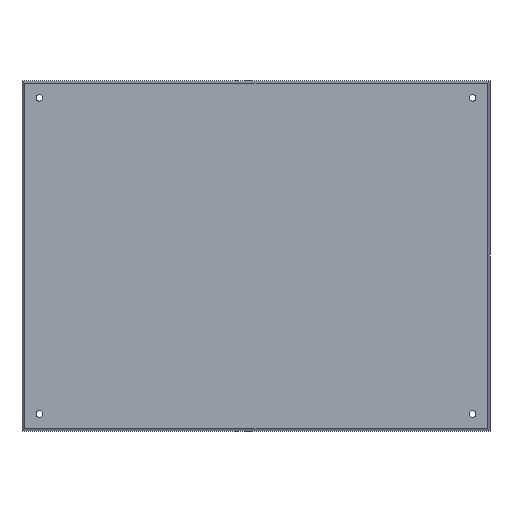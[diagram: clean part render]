
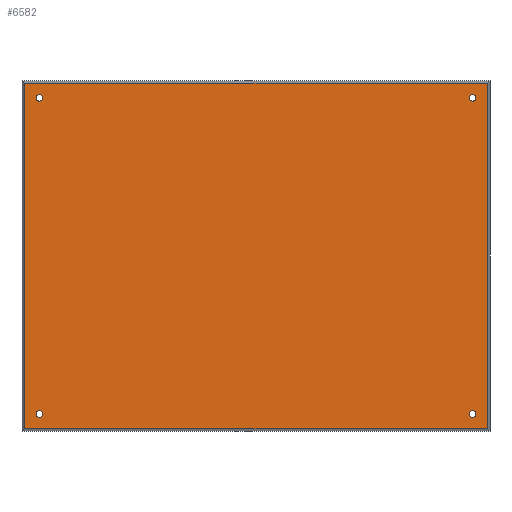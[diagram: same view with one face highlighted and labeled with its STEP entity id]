
A CAD part, top view. The second image highlights one B-rep face of the part: STEP entity #6582.
In plain terms, the highlighted planar face has unit normal (0, 0, 1).
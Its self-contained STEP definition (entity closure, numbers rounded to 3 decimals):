
#219 = VECTOR ( 'NONE', #8768, 1000. ) ;
#264 = DIRECTION ( 'NONE',  ( 0., 0., 1. ) ) ;
#395 = VECTOR ( 'NONE', #12826, 1000. ) ;
#515 = EDGE_CURVE ( 'NONE', #10685, #4824, #4470, .T. ) ;
#521 = CIRCLE ( 'NONE', #7998, 2.75 ) ;
#530 = DIRECTION ( 'NONE',  ( 0., 0., 1. ) ) ;
#581 = EDGE_LOOP ( 'NONE', ( #2448, #8039 ) ) ;
#721 = DIRECTION ( 'NONE',  ( -1., 0., 0. ) ) ;
#730 = CARTESIAN_POINT ( 'NONE',  ( 2.292, 2.292, 0. ) ) ;
#907 = EDGE_CURVE ( 'NONE', #4824, #10685, #1703, .T. ) ;
#1027 = AXIS2_PLACEMENT_3D ( 'NONE', #1353, #3558, #7497 ) ;
#1079 = VERTEX_POINT ( 'NONE', #9975 ) ;
#1081 = EDGE_LOOP ( 'NONE', ( #11815, #4304, #4024, #10150 ) ) ;
#1107 = AXIS2_PLACEMENT_3D ( 'NONE', #12118, #13057, #721 ) ;
#1118 = DIRECTION ( 'NONE',  ( 1., 0., 0. ) ) ;
#1146 = CIRCLE ( 'NONE', #9040, 2.75 ) ;
#1353 = CARTESIAN_POINT ( 'NONE',  ( 385.003, 284.997, 0. ) ) ;
#1528 = EDGE_CURVE ( 'NONE', #9302, #4878, #2753, .T. ) ;
#1703 = CIRCLE ( 'NONE', #10221, 2.75 ) ;
#1782 = EDGE_LOOP ( 'NONE', ( #12198, #3153 ) ) ;
#1828 = CARTESIAN_POINT ( 'NONE',  ( 2.292, 2.292, 0. ) ) ;
#1847 = FACE_BOUND ( 'NONE', #2872, .T. ) ;
#1859 = DIRECTION ( 'NONE',  ( 0., 0., 1. ) ) ;
#1960 = CARTESIAN_POINT ( 'NONE',  ( 17.747, 284.997, 0. ) ) ;
#1980 = FACE_BOUND ( 'NONE', #1782, .T. ) ;
#2334 = DIRECTION ( 'NONE',  ( 0., 0., 1. ) ) ;
#2359 = ORIENTED_EDGE ( 'NONE', *, *, #10862, .F. ) ;
#2448 = ORIENTED_EDGE ( 'NONE', *, *, #6312, .F. ) ;
#2538 = DIRECTION ( 'NONE',  ( 1., 0., 0. ) ) ;
#2734 = CARTESIAN_POINT ( 'NONE',  ( 385.003, 284.997, 0. ) ) ;
#2753 = LINE ( 'NONE', #1828, #219 ) ;
#2855 = FACE_BOUND ( 'NONE', #12361, .T. ) ;
#2872 = EDGE_LOOP ( 'NONE', ( #10770, #10958 ) ) ;
#2919 = CARTESIAN_POINT ( 'NONE',  ( 382.253, 15.003, 0. ) ) ;
#3153 = ORIENTED_EDGE ( 'NONE', *, *, #907, .F. ) ;
#3349 = EDGE_CURVE ( 'NONE', #5121, #10444, #1146, .T. ) ;
#3388 = CARTESIAN_POINT ( 'NONE',  ( 387.753, 284.997, 0. ) ) ;
#3558 = DIRECTION ( 'NONE',  ( 0., 0., 1. ) ) ;
#3827 = AXIS2_PLACEMENT_3D ( 'NONE', #7622, #11682, #2538 ) ;
#4024 = ORIENTED_EDGE ( 'NONE', *, *, #9527, .T. ) ;
#4086 = DIRECTION ( 'NONE',  ( 0., 1., 0. ) ) ;
#4112 = VERTEX_POINT ( 'NONE', #6653 ) ;
#4304 = ORIENTED_EDGE ( 'NONE', *, *, #4654, .T. ) ;
#4470 = CIRCLE ( 'NONE', #3827, 2.75 ) ;
#4515 = CARTESIAN_POINT ( 'NONE',  ( 387.753, 15.003, 0. ) ) ;
#4612 = DIRECTION ( 'NONE',  ( 1., 0., 0. ) ) ;
#4654 = EDGE_CURVE ( 'NONE', #4112, #9220, #10636, .T. ) ;
#4800 = VERTEX_POINT ( 'NONE', #3388 ) ;
#4824 = VERTEX_POINT ( 'NONE', #8343 ) ;
#4878 = VERTEX_POINT ( 'NONE', #9459 ) ;
#5114 = DIRECTION ( 'NONE',  ( 0., 0., 1. ) ) ;
#5121 = VERTEX_POINT ( 'NONE', #2919 ) ;
#5288 = CARTESIAN_POINT ( 'NONE',  ( 12.247, 15.003, 0. ) ) ;
#5473 = CARTESIAN_POINT ( 'NONE',  ( 17.747, 15.003, 0. ) ) ;
#5573 = VERTEX_POINT ( 'NONE', #5288 ) ;
#6053 = PLANE ( 'NONE',  #1107 ) ;
#6312 = EDGE_CURVE ( 'NONE', #12120, #5573, #12394, .T. ) ;
#6379 = CARTESIAN_POINT ( 'NONE',  ( 14.997, 15.003, 0. ) ) ;
#6552 = LINE ( 'NONE', #10615, #395 ) ;
#6582 = ADVANCED_FACE ( 'NONE', ( #8994, #1847, #2855, #1980, #13184 ), #6053, .F. ) ;
#6653 = CARTESIAN_POINT ( 'NONE',  ( 397.708, 297.708, 0. ) ) ;
#7135 = VECTOR ( 'NONE', #4086, 1000. ) ;
#7400 = CARTESIAN_POINT ( 'NONE',  ( 2.292, 297.708, 0. ) ) ;
#7497 = DIRECTION ( 'NONE',  ( 1., 0., 0. ) ) ;
#7622 = CARTESIAN_POINT ( 'NONE',  ( 14.997, 284.997, 0. ) ) ;
#7722 = CARTESIAN_POINT ( 'NONE',  ( 2.292, 297.708, 0. ) ) ;
#7998 = AXIS2_PLACEMENT_3D ( 'NONE', #12477, #264, #10341 ) ;
#8039 = ORIENTED_EDGE ( 'NONE', *, *, #12935, .F. ) ;
#8331 = CARTESIAN_POINT ( 'NONE',  ( 14.997, 284.997, 0. ) ) ;
#8343 = CARTESIAN_POINT ( 'NONE',  ( 12.247, 284.997, 0. ) ) ;
#8768 = DIRECTION ( 'NONE',  ( 1., 0., 0. ) ) ;
#8812 = EDGE_CURVE ( 'NONE', #10444, #5121, #11129, .T. ) ;
#8994 = FACE_BOUND ( 'NONE', #581, .T. ) ;
#9040 = AXIS2_PLACEMENT_3D ( 'NONE', #11667, #530, #9869 ) ;
#9147 = LINE ( 'NONE', #11136, #7135 ) ;
#9220 = VERTEX_POINT ( 'NONE', #7400 ) ;
#9302 = VERTEX_POINT ( 'NONE', #730 ) ;
#9459 = CARTESIAN_POINT ( 'NONE',  ( 397.708, 2.292, 0. ) ) ;
#9468 = AXIS2_PLACEMENT_3D ( 'NONE', #2734, #1859, #9996 ) ;
#9527 = EDGE_CURVE ( 'NONE', #9220, #9302, #6552, .T. ) ;
#9674 = CARTESIAN_POINT ( 'NONE',  ( 385.003, 15.003, 0. ) ) ;
#9830 = AXIS2_PLACEMENT_3D ( 'NONE', #6379, #12522, #11391 ) ;
#9855 = VECTOR ( 'NONE', #11860, 1000. ) ;
#9869 = DIRECTION ( 'NONE',  ( 1., 0., 0. ) ) ;
#9975 = CARTESIAN_POINT ( 'NONE',  ( 382.253, 284.997, 0. ) ) ;
#9996 = DIRECTION ( 'NONE',  ( 1., 0., 0. ) ) ;
#10129 = ORIENTED_EDGE ( 'NONE', *, *, #12323, .F. ) ;
#10150 = ORIENTED_EDGE ( 'NONE', *, *, #1528, .T. ) ;
#10221 = AXIS2_PLACEMENT_3D ( 'NONE', #8331, #5114, #1118 ) ;
#10341 = DIRECTION ( 'NONE',  ( 1., 0., 0. ) ) ;
#10444 = VERTEX_POINT ( 'NONE', #4515 ) ;
#10615 = CARTESIAN_POINT ( 'NONE',  ( 2.292, 2.292, 0. ) ) ;
#10636 = LINE ( 'NONE', #7722, #9855 ) ;
#10685 = VERTEX_POINT ( 'NONE', #1960 ) ;
#10770 = ORIENTED_EDGE ( 'NONE', *, *, #8812, .F. ) ;
#10862 = EDGE_CURVE ( 'NONE', #4800, #1079, #13164, .T. ) ;
#10958 = ORIENTED_EDGE ( 'NONE', *, *, #3349, .F. ) ;
#11129 = CIRCLE ( 'NONE', #11782, 2.75 ) ;
#11136 = CARTESIAN_POINT ( 'NONE',  ( 397.708, 2.292, 0. ) ) ;
#11391 = DIRECTION ( 'NONE',  ( 1., 0., 0. ) ) ;
#11667 = CARTESIAN_POINT ( 'NONE',  ( 385.003, 15.003, 0. ) ) ;
#11682 = DIRECTION ( 'NONE',  ( 0., 0., 1. ) ) ;
#11782 = AXIS2_PLACEMENT_3D ( 'NONE', #9674, #2334, #4612 ) ;
#11815 = ORIENTED_EDGE ( 'NONE', *, *, #11985, .T. ) ;
#11860 = DIRECTION ( 'NONE',  ( -1., 0., 0. ) ) ;
#11985 = EDGE_CURVE ( 'NONE', #4878, #4112, #9147, .T. ) ;
#12118 = CARTESIAN_POINT ( 'NONE',  ( 0., 0., 0. ) ) ;
#12120 = VERTEX_POINT ( 'NONE', #5473 ) ;
#12198 = ORIENTED_EDGE ( 'NONE', *, *, #515, .F. ) ;
#12323 = EDGE_CURVE ( 'NONE', #1079, #4800, #12454, .T. ) ;
#12361 = EDGE_LOOP ( 'NONE', ( #2359, #10129 ) ) ;
#12394 = CIRCLE ( 'NONE', #9830, 2.75 ) ;
#12454 = CIRCLE ( 'NONE', #9468, 2.75 ) ;
#12477 = CARTESIAN_POINT ( 'NONE',  ( 14.997, 15.003, 0. ) ) ;
#12522 = DIRECTION ( 'NONE',  ( 0., 0., 1. ) ) ;
#12826 = DIRECTION ( 'NONE',  ( 0., -1., 0. ) ) ;
#12935 = EDGE_CURVE ( 'NONE', #5573, #12120, #521, .T. ) ;
#13057 = DIRECTION ( 'NONE',  ( 0., 0., -1. ) ) ;
#13164 = CIRCLE ( 'NONE', #1027, 2.75 ) ;
#13184 = FACE_OUTER_BOUND ( 'NONE', #1081, .T. ) ;
